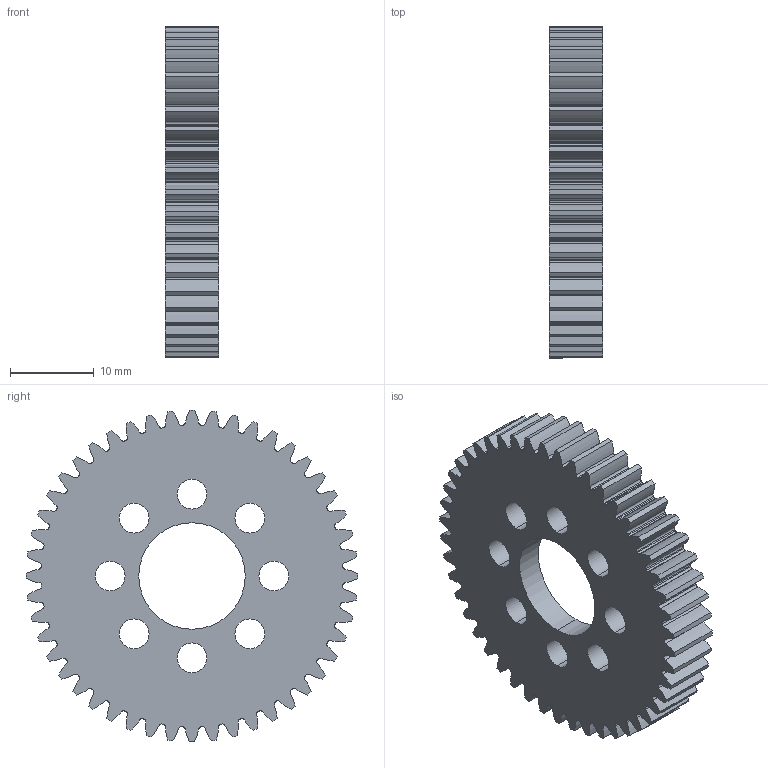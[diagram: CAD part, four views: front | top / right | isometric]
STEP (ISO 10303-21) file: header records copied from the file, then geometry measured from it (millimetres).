
FILE_DESCRIPTION (( 'STEP AP203' ), '1' );
FILE_NAME ('615190.STEP', '2014-07-22T19:09:08', ( 'Kyle' ), ( 'Microsoft' ), 'SwSTEP 2.0', 'SolidWorks 2014', '' );
FILE_SCHEMA (( 'CONFIG_CONTROL_DESIGN' ));
Length unit declared in the file: inch
Products named in the file (1): 615190
Bounding box: 6.35 x 39.69 x 39.69 mm (x, y, z)
Volume: 3704.7 mm3; surface area: 4098 mm2
Topology: 1 solids, 1 shells, 330 faces, 981 edges, 654 vertices
Faces by surface type: cylinder 231, bspline 96, plane 3
Entity records: 15458 total; most frequent: CARTESIAN_POINT 6694, ORIENTED_EDGE 1962, DIRECTION 1721, EDGE_CURVE 981, AXIS2_PLACEMENT_3D 697, VERTEX_POINT 654, CIRCLE 462, EDGE_LOOP 349
